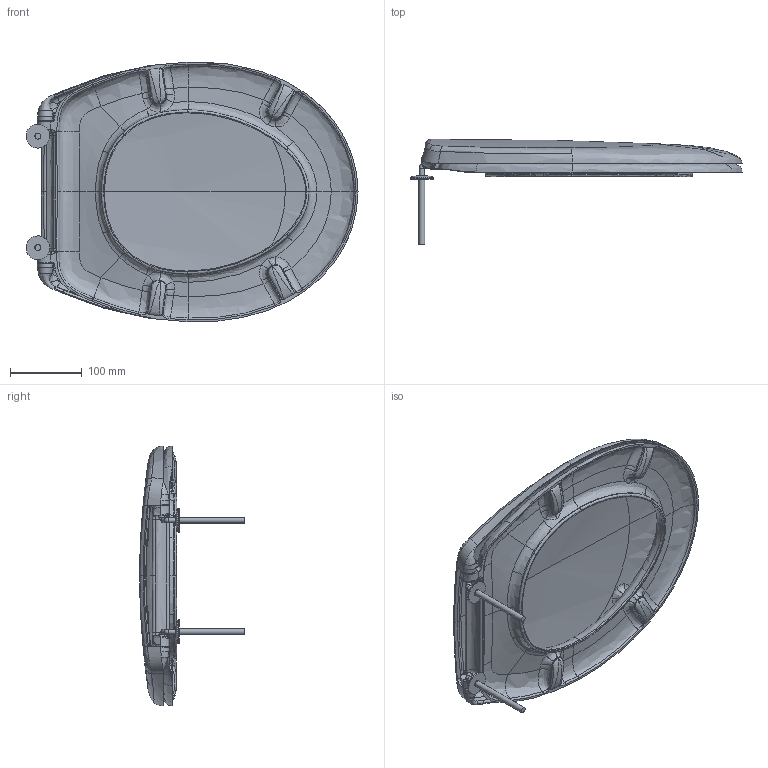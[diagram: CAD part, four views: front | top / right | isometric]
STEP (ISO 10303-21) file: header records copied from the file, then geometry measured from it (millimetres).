
FILE_DESCRIPTION(/* description */ (''),/* implementation_level */ '2;1');
FILE_NAME(/* name */ '8M4361_8M5961_WCS.stp',/* time_stamp */ '2021-10-22T09:48:05+02:00',/* author */ (''),/* organization */ (''),/* preprocessor_version */ 'ST-DEVELOPER v18.1',/* originating_system */ 'SIEMENS PLM Software NX 1973',/* authorisation */ '');
FILE_SCHEMA (('AUTOMOTIVE_DESIGN { 1 0 10303 214 3 1 1 1 }'));
Products named in the file (1): Muel5EAC1F49d523
Bounding box: 461.47 x 146.33 x 361.07 mm (x, y, z)
Volume: 1225784.3 mm3; surface area: 522956.1 mm2
Topology: 10 solids, 10 shells, 411 faces, 1026 edges, 639 vertices
Faces by surface type: bspline 330, plane 33, cylinder 20, extrusion 16, torus 6, cone 4, sphere 2
Full cylindrical faces by diameter (mm): 6.8 x2, 7 x6, 8 x2, 9 x2, 9.5 x2, 32 x2, 33 x2
Entity records: 51583 total; most frequent: CARTESIAN_POINT 44593, ORIENTED_EDGE 1956, EDGE_CURVE 978, B_SPLINE_CURVE_WITH_KNOTS 876, VERTEX_POINT 624, EDGE_LOOP 458, ADVANCED_FACE 411, FACE_OUTER_BOUND 367
